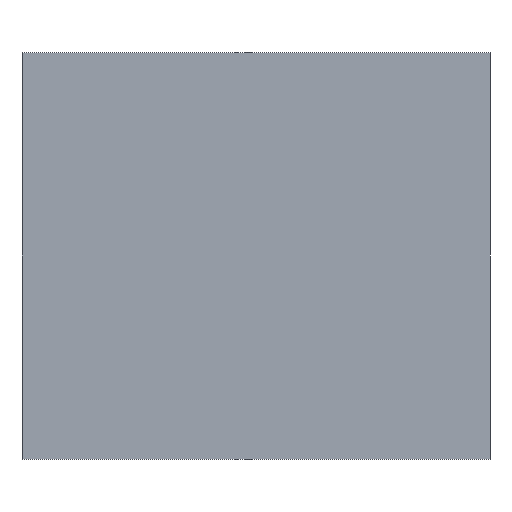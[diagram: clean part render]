
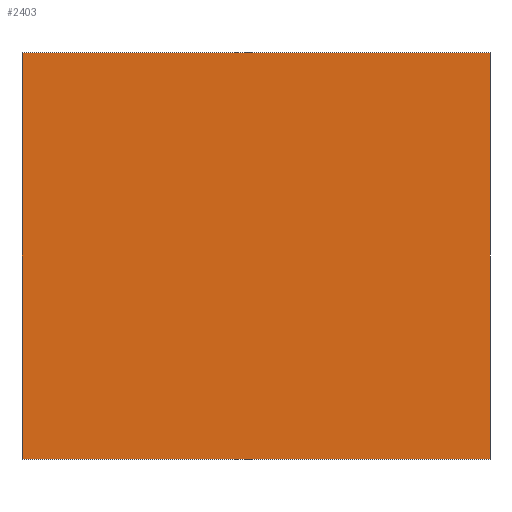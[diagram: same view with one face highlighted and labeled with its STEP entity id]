
A CAD part, front view. The second image highlights one B-rep face of the part: STEP entity #2403.
In plain terms, the highlighted planar face has unit normal (0, -1, 0).
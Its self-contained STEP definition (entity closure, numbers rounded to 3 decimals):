
#107=FACE_OUTER_BOUND('',#256,.T.);
#256=EDGE_LOOP('',(#1603,#1604,#1605,#1606));
#403=LINE('',#3454,#709);
#406=LINE('',#3460,#712);
#409=LINE('',#3466,#715);
#412=LINE('',#3470,#718);
#709=VECTOR('',#2774,10.);
#712=VECTOR('',#2779,10.);
#715=VECTOR('',#2784,10.);
#718=VECTOR('',#2789,10.);
#1015=VERTEX_POINT('',#3451);
#1016=VERTEX_POINT('',#3453);
#1018=VERTEX_POINT('',#3459);
#1020=VERTEX_POINT('',#3465);
#1243=EDGE_CURVE('',#1016,#1015,#403,.T.);
#1246=EDGE_CURVE('',#1018,#1016,#406,.T.);
#1249=EDGE_CURVE('',#1020,#1018,#409,.T.);
#1252=EDGE_CURVE('',#1015,#1020,#412,.T.);
#1603=ORIENTED_EDGE('',*,*,#1252,.T.);
#1604=ORIENTED_EDGE('',*,*,#1249,.T.);
#1605=ORIENTED_EDGE('',*,*,#1246,.T.);
#1606=ORIENTED_EDGE('',*,*,#1243,.T.);
#2272=PLANE('',#2588);
#2403=ADVANCED_FACE('',(#107),#2272,.T.);
#2588=AXIS2_PLACEMENT_3D('',#3472,#2792,#2793);
#2774=DIRECTION('',(1.,0.,0.));
#2779=DIRECTION('',(0.,0.,-1.));
#2784=DIRECTION('',(-1.,0.,0.));
#2789=DIRECTION('',(0.,0.,1.));
#2792=DIRECTION('center_axis',(0.,-1.,0.));
#2793=DIRECTION('ref_axis',(0.,0.,-1.));
#3451=CARTESIAN_POINT('',(400.,-20.,-347.5));
#3453=CARTESIAN_POINT('',(-400.,-20.,-347.5));
#3454=CARTESIAN_POINT('',(400.,-20.,-347.5));
#3459=CARTESIAN_POINT('',(-400.,-20.,347.5));
#3460=CARTESIAN_POINT('',(-400.,-20.,-347.5));
#3465=CARTESIAN_POINT('',(400.,-20.,347.5));
#3466=CARTESIAN_POINT('',(-400.,-20.,347.5));
#3470=CARTESIAN_POINT('',(400.,-20.,347.5));
#3472=CARTESIAN_POINT('Origin',(0.,-20.,0.));
